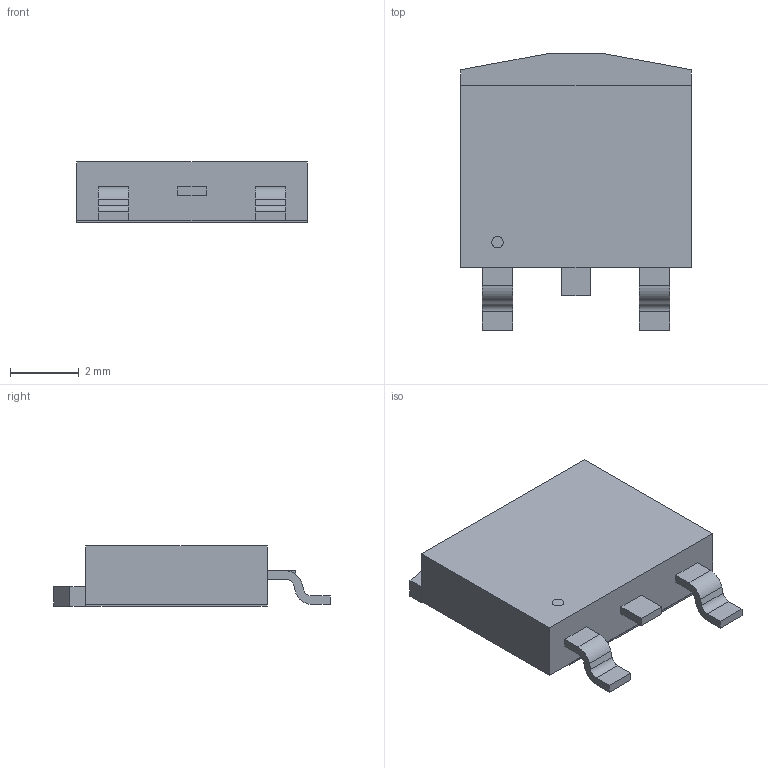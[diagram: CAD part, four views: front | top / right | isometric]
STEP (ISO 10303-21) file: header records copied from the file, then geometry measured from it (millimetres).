
FILE_DESCRIPTION(('STEP AP214'),'1');
FILE_NAME('DPAK-3','2019-03-24T20:53:41',(''),(''),'','','');
FILE_SCHEMA(('AUTOMOTIVE_DESIGN'));
Length unit declared in the file: millimetre
Products named in the file (1): product
Bounding box: 6.73 x 8.07 x 1.75 mm (x, y, z)
Volume: 0 mm3; surface area: 194.1 mm2
Topology: 1 solids, 57 shells, 59 faces, 279 edges, 278 vertices
Faces by surface type: plane 50, cylinder 9
Full cylindrical faces by diameter (mm): 0.337 x1
Entity records: 3132 total; most frequent: CARTESIAN_POINT 617, VERTEX_POINT 554, DIRECTION 434, ORIENTED_EDGE 280, EDGE_CURVE 278, LINE 244, VECTOR 244, AXIS2_PLACEMENT_3D 95
